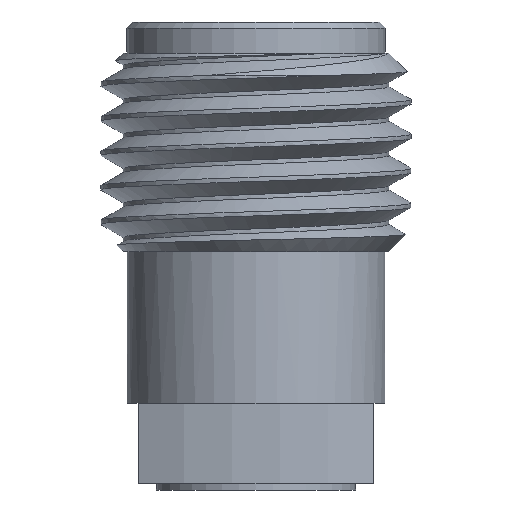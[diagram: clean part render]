
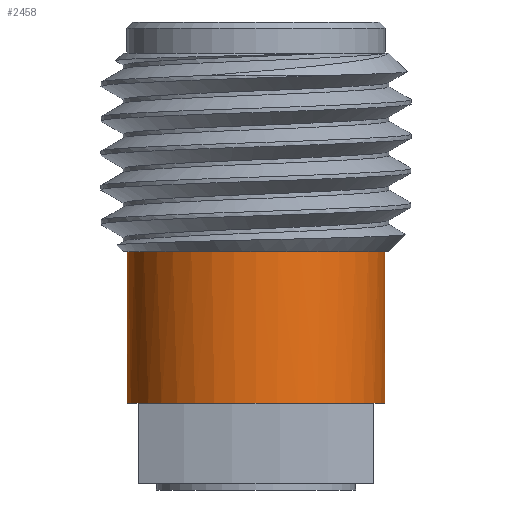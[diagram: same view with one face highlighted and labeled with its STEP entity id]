
A CAD part, front view. The second image highlights one B-rep face of the part: STEP entity #2458.
In plain terms, the highlighted cylindrical face has radius 2.65 mm (diameter 5.3 mm), a full revolution.
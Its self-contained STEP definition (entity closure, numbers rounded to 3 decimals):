
#70 = VERTEX_POINT ( 'NONE', #2612 ) ;
#139 = DIRECTION ( 'NONE',  ( 0., 0., 1. ) ) ;
#165 = AXIS2_PLACEMENT_3D ( 'NONE', #1793, #1824, #2311 ) ;
#262 = CIRCLE ( 'NONE', #1195, 2.65 ) ;
#289 = CARTESIAN_POINT ( 'NONE',  ( 2.415, -1.091, 0. ) ) ;
#346 = ORIENTED_EDGE ( 'NONE', *, *, #1987, .T. ) ;
#375 = FACE_OUTER_BOUND ( 'NONE', #519, .T. ) ;
#449 = DIRECTION ( 'NONE',  ( 0., 0., 1. ) ) ;
#519 = EDGE_LOOP ( 'NONE', ( #1042 ) ) ;
#557 = AXIS2_PLACEMENT_3D ( 'NONE', #1794, #449, #1384 ) ;
#574 = ORIENTED_EDGE ( 'NONE', *, *, #2528, .T. ) ;
#581 = DIRECTION ( 'NONE',  ( 0., 0., 1. ) ) ;
#810 = CARTESIAN_POINT ( 'NONE',  ( -2.415, -1.091, 0. ) ) ;
#863 = CYLINDRICAL_SURFACE ( 'NONE', #165, 2.65 ) ;
#922 = EDGE_LOOP ( 'NONE', ( #1846, #346, #1653, #574 ) ) ;
#930 = DIRECTION ( 'NONE',  ( 0., -1., 0. ) ) ;
#972 = CIRCLE ( 'NONE', #1319, 2.65 ) ;
#991 = VERTEX_POINT ( 'NONE', #289 ) ;
#1042 = ORIENTED_EDGE ( 'NONE', *, *, #1691, .F. ) ;
#1127 = EDGE_CURVE ( 'NONE', #2895, #2018, #1949, .T. ) ;
#1174 = CARTESIAN_POINT ( 'NONE',  ( -2.415, 1.091, 0. ) ) ;
#1195 = AXIS2_PLACEMENT_3D ( 'NONE', #1758, #581, #2399 ) ;
#1236 = CARTESIAN_POINT ( 'NONE',  ( 0., 0., 3.101 ) ) ;
#1254 = DIRECTION ( 'NONE',  ( 0., 0., 1. ) ) ;
#1292 = DIRECTION ( 'NONE',  ( 0., -1., 0. ) ) ;
#1308 = FACE_OUTER_BOUND ( 'NONE', #922, .T. ) ;
#1309 = CIRCLE ( 'NONE', #557, 2.65 ) ;
#1319 = AXIS2_PLACEMENT_3D ( 'NONE', #3009, #2783, #930 ) ;
#1384 = DIRECTION ( 'NONE',  ( 0., -1., 0. ) ) ;
#1419 = VERTEX_POINT ( 'NONE', #2122 ) ;
#1653 = ORIENTED_EDGE ( 'NONE', *, *, #1127, .T. ) ;
#1687 = CIRCLE ( 'NONE', #2089, 2.65 ) ;
#1691 = EDGE_CURVE ( 'NONE', #70, #70, #1687, .T. ) ;
#1709 = AXIS2_PLACEMENT_3D ( 'NONE', #2234, #139, #1292 ) ;
#1758 = CARTESIAN_POINT ( 'NONE',  ( 0., 0., 0. ) ) ;
#1793 = CARTESIAN_POINT ( 'NONE',  ( 0., 0., 7.8 ) ) ;
#1794 = CARTESIAN_POINT ( 'NONE',  ( 0., 0., 0. ) ) ;
#1824 = DIRECTION ( 'NONE',  ( 0., 0., 1. ) ) ;
#1846 = ORIENTED_EDGE ( 'NONE', *, *, #1905, .T. ) ;
#1905 = EDGE_CURVE ( 'NONE', #991, #1419, #1309, .T. ) ;
#1949 = CIRCLE ( 'NONE', #1709, 2.65 ) ;
#1987 = EDGE_CURVE ( 'NONE', #1419, #2895, #262, .T. ) ;
#2018 = VERTEX_POINT ( 'NONE', #810 ) ;
#2089 = AXIS2_PLACEMENT_3D ( 'NONE', #1236, #1254, #2214 ) ;
#2122 = CARTESIAN_POINT ( 'NONE',  ( 2.415, 1.091, 0. ) ) ;
#2214 = DIRECTION ( 'NONE',  ( 0., -1., 0. ) ) ;
#2234 = CARTESIAN_POINT ( 'NONE',  ( 0., 0., 0. ) ) ;
#2311 = DIRECTION ( 'NONE',  ( 0., -1., 0. ) ) ;
#2399 = DIRECTION ( 'NONE',  ( 0., -1., 0. ) ) ;
#2458 = ADVANCED_FACE ( 'NONE', ( #375, #1308 ), #863, .T. ) ;
#2528 = EDGE_CURVE ( 'NONE', #2018, #991, #972, .T. ) ;
#2612 = CARTESIAN_POINT ( 'NONE',  ( 0., -2.65, 3.101 ) ) ;
#2783 = DIRECTION ( 'NONE',  ( 0., 0., 1. ) ) ;
#2895 = VERTEX_POINT ( 'NONE', #1174 ) ;
#3009 = CARTESIAN_POINT ( 'NONE',  ( 0., 0., 0. ) ) ;
